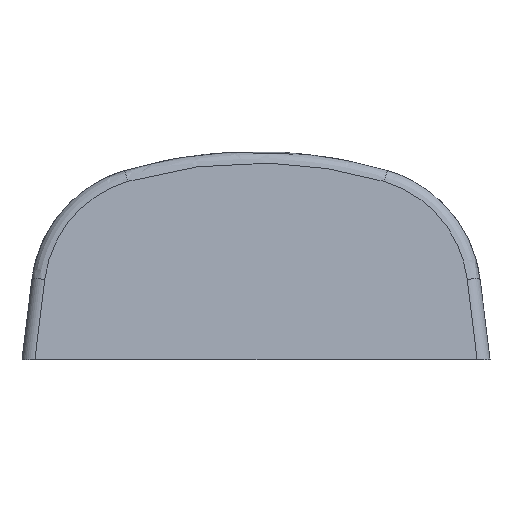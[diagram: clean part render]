
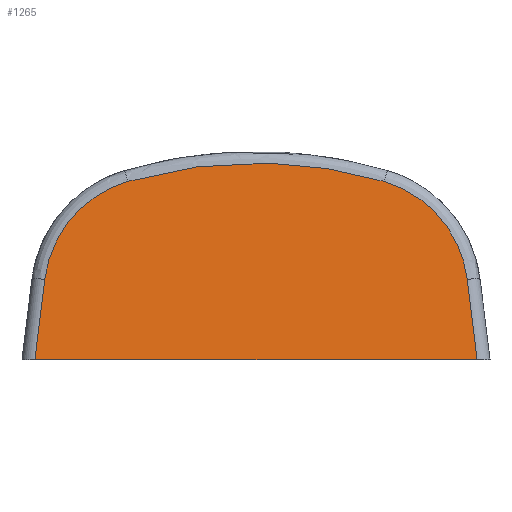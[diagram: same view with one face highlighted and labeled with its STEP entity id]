
A CAD part, front view. The second image highlights one B-rep face of the part: STEP entity #1265.
In plain terms, the highlighted planar face has unit normal (0, -0.993, 0.122).
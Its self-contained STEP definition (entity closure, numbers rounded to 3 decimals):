
#54=ELLIPSE('',#1413,4.534,4.5);
#55=ELLIPSE('',#1415,17.631,17.5);
#56=ELLIPSE('',#1417,4.534,4.5);
#84=PLANE('',#1420);
#155=FACE_OUTER_BOUND('',#230,.T.);
#230=EDGE_LOOP('',(#1123,#1124,#1125,#1126,#1127,#1128));
#343=LINE('',#2235,#451);
#344=LINE('',#2319,#452);
#345=LINE('',#2321,#453);
#451=VECTOR('',#1782,10.);
#452=VECTOR('',#1801,10.);
#453=VECTOR('',#1804,10.);
#613=VERTEX_POINT('',#2232);
#614=VERTEX_POINT('',#2234);
#615=VERTEX_POINT('',#2262);
#616=VERTEX_POINT('',#2285);
#617=VERTEX_POINT('',#2313);
#618=VERTEX_POINT('',#2317);
#791=EDGE_CURVE('',#613,#614,#343,.T.);
#794=EDGE_CURVE('',#614,#615,#54,.T.);
#796=EDGE_CURVE('',#615,#616,#55,.T.);
#798=EDGE_CURVE('',#616,#617,#56,.T.);
#800=EDGE_CURVE('',#617,#618,#344,.T.);
#801=EDGE_CURVE('',#613,#618,#345,.T.);
#1123=ORIENTED_EDGE('',*,*,#800,.F.);
#1124=ORIENTED_EDGE('',*,*,#798,.F.);
#1125=ORIENTED_EDGE('',*,*,#796,.F.);
#1126=ORIENTED_EDGE('',*,*,#794,.F.);
#1127=ORIENTED_EDGE('',*,*,#791,.F.);
#1128=ORIENTED_EDGE('',*,*,#801,.T.);
#1265=ADVANCED_FACE('',(#155),#84,.F.);
#1413=AXIS2_PLACEMENT_3D('',#2264,#1787,#1788);
#1415=AXIS2_PLACEMENT_3D('',#2287,#1791,#1792);
#1417=AXIS2_PLACEMENT_3D('',#2315,#1795,#1796);
#1420=AXIS2_PLACEMENT_3D('',#2320,#1802,#1803);
#1782=DIRECTION('',(0.121,0.121,0.985));
#1787=DIRECTION('center_axis',(0.,0.993,-0.122));
#1788=DIRECTION('ref_axis',(0.,0.122,0.993));
#1791=DIRECTION('center_axis',(0.,0.993,-0.122));
#1792=DIRECTION('ref_axis',(0.,0.122,0.993));
#1795=DIRECTION('center_axis',(0.,0.993,-0.122));
#1796=DIRECTION('ref_axis',(0.,0.122,0.993));
#1801=DIRECTION('',(0.121,-0.121,-0.985));
#1802=DIRECTION('center_axis',(0.,0.993,-0.122));
#1803=DIRECTION('ref_axis',(0.,-0.122,-0.993));
#1804=DIRECTION('',(1.,0.,0.));
#2232=CARTESIAN_POINT('',(5.496,5.,0.));
#2234=CARTESIAN_POINT('',(5.875,5.379,3.084));
#2235=CARTESIAN_POINT('',(6.419,5.922,7.513));
#2262=CARTESIAN_POINT('',(9.075,5.842,6.854));
#2264=CARTESIAN_POINT('Origin',(10.341,5.311,2.535));
#2285=CARTESIAN_POINT('',(18.925,5.842,6.854));
#2287=CARTESIAN_POINT('Origin',(14.,3.78,-9.939));
#2313=CARTESIAN_POINT('',(22.125,5.379,3.084));
#2315=CARTESIAN_POINT('Origin',(17.659,5.311,2.535));
#2317=CARTESIAN_POINT('',(22.504,5.,0.));
#2319=CARTESIAN_POINT('',(21.351,6.153,9.391));
#2320=CARTESIAN_POINT('Origin',(23.,6.219,9.925));
#2321=CARTESIAN_POINT('',(5.,5.,0.));
